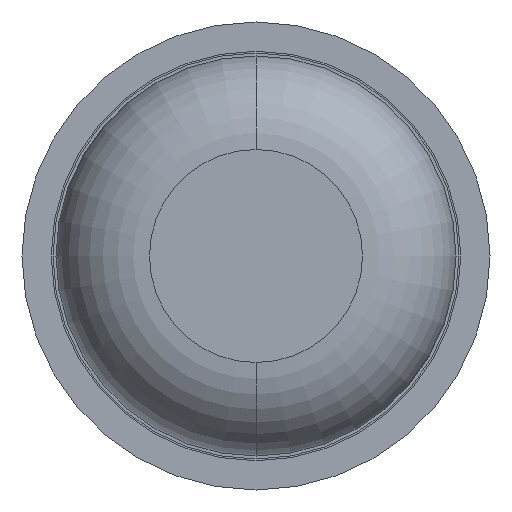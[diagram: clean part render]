
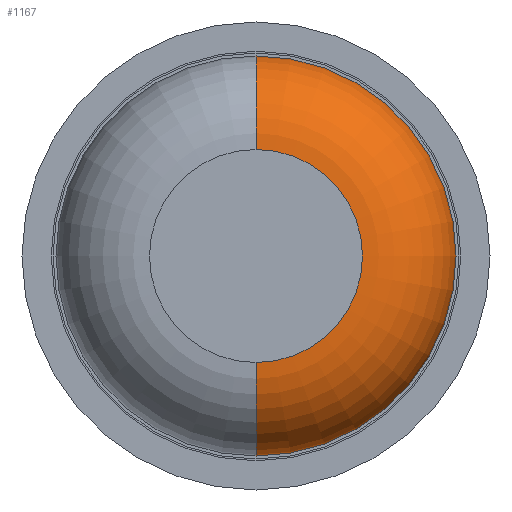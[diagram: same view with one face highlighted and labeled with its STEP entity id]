
A CAD part, front view. The second image highlights one B-rep face of the part: STEP entity #1167.
In plain terms, the highlighted toroidal (fillet/blend) face has major radius 0.91 mm and minor radius 0.8 mm.
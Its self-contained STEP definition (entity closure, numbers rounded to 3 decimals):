
#137 = DIRECTION ( 'NONE',  ( 0., 1., 0. ) ) ;
#174 = CARTESIAN_POINT ( 'NONE',  ( 0., -29.2, 1.71 ) ) ;
#229 = EDGE_LOOP ( 'NONE', ( #339, #1135, #1501, #2426 ) ) ;
#272 = DIRECTION ( 'NONE',  ( -1., 0., 0. ) ) ;
#337 = VERTEX_POINT ( 'NONE', #174 ) ;
#339 = ORIENTED_EDGE ( 'NONE', *, *, #4391, .F. ) ;
#374 = CARTESIAN_POINT ( 'NONE',  ( 0., -30., 0. ) ) ;
#478 = CIRCLE ( 'NONE', #941, 0.8 ) ;
#576 = AXIS2_PLACEMENT_3D ( 'NONE', #3666, #137, #780 ) ;
#606 = DIRECTION ( 'NONE',  ( 0., 0., 1. ) ) ;
#657 = TOROIDAL_SURFACE ( 'NONE', #3909, 0.91, 0.8 ) ;
#780 = DIRECTION ( 'NONE',  ( 0., 0., 1. ) ) ;
#793 = CARTESIAN_POINT ( 'NONE',  ( 0., -30., -0.91 ) ) ;
#884 = VERTEX_POINT ( 'NONE', #2200 ) ;
#941 = AXIS2_PLACEMENT_3D ( 'NONE', #3823, #272, #606 ) ;
#982 = EDGE_CURVE ( 'Defeature ausgef�hrt1_2+Defeature ausgef�hrt1_10+Defeature ausgef�hrt1_10+Defeature ausgef�hrt1_10', #337, #884, #3609, .T. ) ;
#1135 = ORIENTED_EDGE ( 'NONE', *, *, #2949, .T. ) ;
#1167 = ADVANCED_FACE ( 'Defeature ausgef�hrt1_10', ( #1603 ), #657, .T. ) ;
#1202 = EDGE_CURVE ( 'NONE', #3531, #337, #478, .T. ) ;
#1340 = AXIS2_PLACEMENT_3D ( 'NONE', #3260, #1816, #3568 ) ;
#1342 = CARTESIAN_POINT ( 'NONE',  ( 0., -30., 0.91 ) ) ;
#1501 = ORIENTED_EDGE ( 'NONE', *, *, #982, .F. ) ;
#1603 = FACE_OUTER_BOUND ( 'NONE', #229, .T. ) ;
#1784 = CIRCLE ( 'NONE', #4546, 0.91 ) ;
#1816 = DIRECTION ( 'NONE',  ( 1., 0., 0. ) ) ;
#2093 = DIRECTION ( 'NONE',  ( 0., 0., 1. ) ) ;
#2200 = CARTESIAN_POINT ( 'NONE',  ( 0., -29.2, -1.71 ) ) ;
#2213 = CIRCLE ( 'NONE', #1340, 0.8 ) ;
#2426 = ORIENTED_EDGE ( 'NONE', *, *, #1202, .F. ) ;
#2949 = EDGE_CURVE ( 'NONE', #4046, #884, #2213, .T. ) ;
#3260 = CARTESIAN_POINT ( 'NONE',  ( 0., -29.2, -0.91 ) ) ;
#3531 = VERTEX_POINT ( 'NONE', #1342 ) ;
#3568 = DIRECTION ( 'NONE',  ( 0., 0., -1. ) ) ;
#3575 = DIRECTION ( 'NONE',  ( 0., -1., 0. ) ) ;
#3609 = CIRCLE ( 'NONE', #576, 1.71 ) ;
#3666 = CARTESIAN_POINT ( 'NONE',  ( 0., -29.2, 0. ) ) ;
#3823 = CARTESIAN_POINT ( 'NONE',  ( 0., -29.2, 0.91 ) ) ;
#3909 = AXIS2_PLACEMENT_3D ( 'NONE', #4219, #4498, #2093 ) ;
#4046 = VERTEX_POINT ( 'NONE', #793 ) ;
#4219 = CARTESIAN_POINT ( 'NONE',  ( 0., -29.2, 0. ) ) ;
#4266 = DIRECTION ( 'NONE',  ( 0., 0., 1. ) ) ;
#4391 = EDGE_CURVE ( 'Defeature ausgef�hrt1_0+Defeature ausgef�hrt1_10+Defeature ausgef�hrt1_10+Defeature ausgef�hrt1_10', #4046, #3531, #1784, .T. ) ;
#4498 = DIRECTION ( 'NONE',  ( 0., 1., 0. ) ) ;
#4546 = AXIS2_PLACEMENT_3D ( 'NONE', #374, #3575, #4266 ) ;
